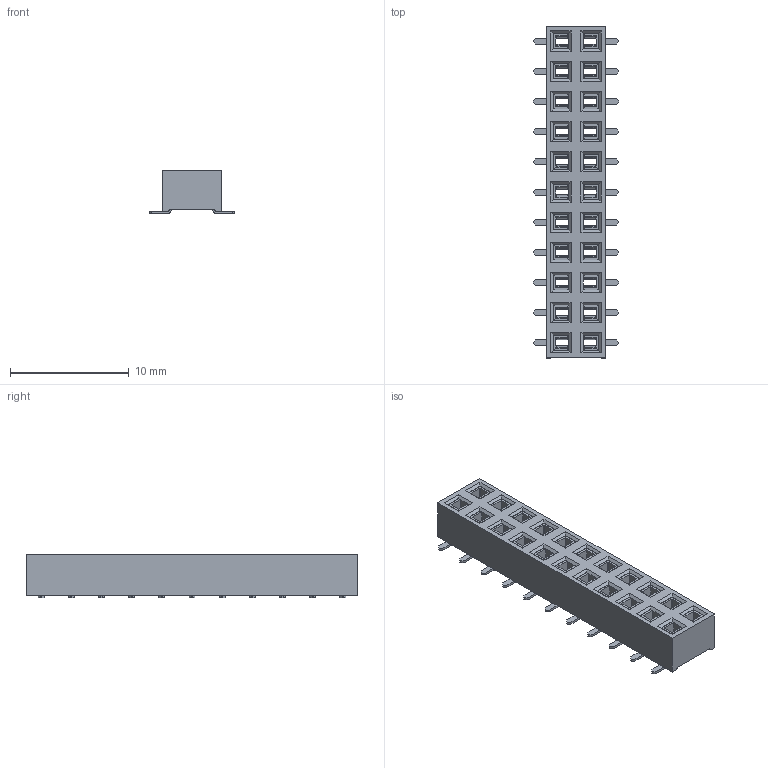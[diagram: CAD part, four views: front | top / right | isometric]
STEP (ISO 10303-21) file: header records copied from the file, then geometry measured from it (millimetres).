
FILE_DESCRIPTION(/* description */ ('Unknown'),/* implementation_level */ '2;1');
FILE_NAME(/* name */ 'J_Wurth_WR-PHD_610022243021',/* time_stamp */ '2025-04-21T13:44:25+08:00',/* author */ ('Unknown'),/* organization */ ('Unknown'),/* preprocessor_version */ 'ST-DEVELOPER v19.4',/* originating_system */ 'Solid Edge',/* authorisation */ 'Unknown');
FILE_SCHEMA (('AUTOMOTIVE_DESIGN {1 0 10303 214 3 1 1}'));
Length unit declared in the file: millimetre
Products named in the file (2): J_Wurth_WR-PHD_610022243021
Assembly tree (1 placements, depth 2):
  J_Wurth_WR-PHD_610022243021
    J_Wurth_WR-PHD_610022243021
Bounding box: 7.21 x 27.94 x 3.7 mm (x, y, z)
Volume: 389.9 mm3; surface area: 1389.4 mm2
Topology: 23 solids, 23 shells, 1858 faces, 5018 edges, 3184 vertices
Faces by surface type: plane 1328, cylinder 530
Entity records: 57718 total; most frequent: CARTESIAN_POINT 10062, ORIENTED_EDGE 10036, DIRECTION 9798, EDGE_CURVE 5018, LINE 3958, VECTOR 3958, VERTEX_POINT 3184, AXIS2_PLACEMENT_3D 2920
